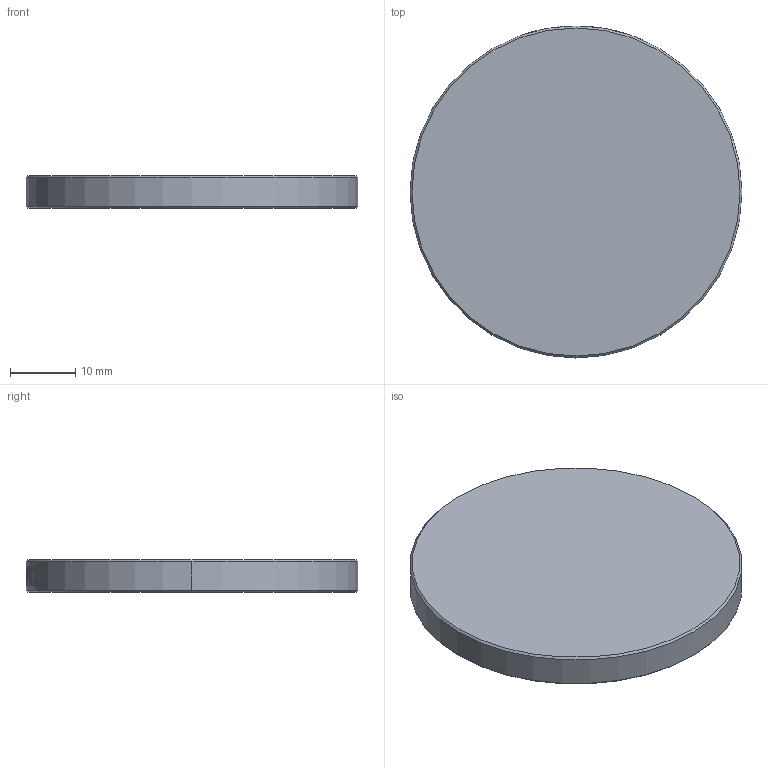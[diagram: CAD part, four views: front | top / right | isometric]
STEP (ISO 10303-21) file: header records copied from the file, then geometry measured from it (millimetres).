
FILE_DESCRIPTION (( 'STEP AP203' ), '1' );
FILE_NAME ('21029-E0W.STEP', '2012-10-04T13:35:47', ( 'Admin' ), ( '' ), 'SwSTEP 2.0', 'SolidWorks 2011', '' );
FILE_SCHEMA (( 'CONFIG_CONTROL_DESIGN' ));
Length unit declared in the file: millimetre
Products named in the file (1): 21029-E0W
Bounding box: 50.8 x 50.8 x 5 mm (x, y, z)
Surface area: 4795.3 mm2 (no closed solid volume)
Topology: 0 solids, 1 shells, 21 faces, 113 edges, 107 vertices
Faces by surface type: cylinder 15, cone 4, plane 2
Entity records: 2548 total; most frequent: CARTESIAN_POINT 1585, ORIENTED_EDGE 226, DIRECTION 134, EDGE_CURVE 113, VERTEX_POINT 107, B_SPLINE_CURVE_WITH_KNOTS 56, AXIS2_PLACEMENT_3D 55, EDGE_LOOP 34
